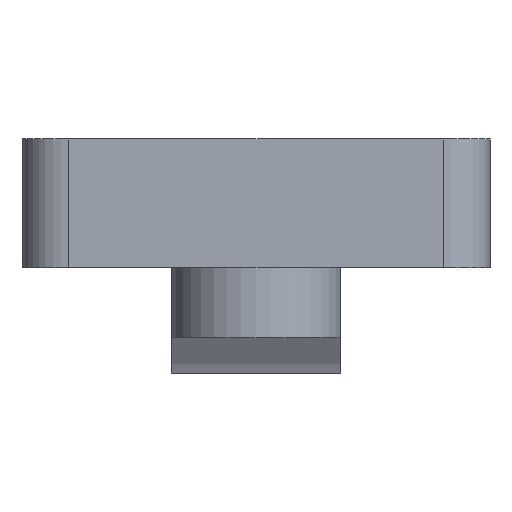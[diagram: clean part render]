
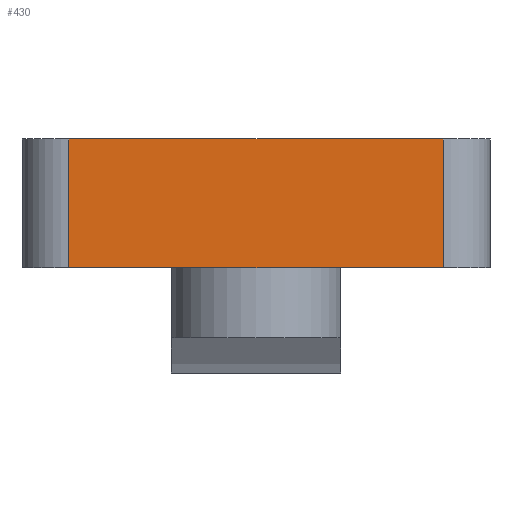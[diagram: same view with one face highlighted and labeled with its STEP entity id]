
A CAD part, front view. The second image highlights one B-rep face of the part: STEP entity #430.
In plain terms, the highlighted planar face has unit normal (0, -1, 0).
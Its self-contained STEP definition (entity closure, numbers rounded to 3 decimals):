
#410=AXIS2_PLACEMENT_3D('Plane Axis2P3D',#407,#408,#409) ;
#131=CARTESIAN_POINT('Vertex',(3.6,0.,0.9)) ;
#134=CARTESIAN_POINT('Line Origine',(2.,0.,0.9)) ;
#138=CARTESIAN_POINT('Vertex',(0.4,0.,0.9)) ;
#388=CARTESIAN_POINT('Line Origine',(0.4,0.,1.45)) ;
#392=CARTESIAN_POINT('Vertex',(0.4,0.,2.)) ;
#407=CARTESIAN_POINT('Axis2P3D Location',(0.4,0.,2.)) ;
#412=CARTESIAN_POINT('Line Origine',(3.6,0.,1.45)) ;
#416=CARTESIAN_POINT('Vertex',(3.6,0.,2.)) ;
#419=CARTESIAN_POINT('Line Origine',(2.,0.,2.)) ;
#135=DIRECTION('Vector Direction',(1.,0.,0.)) ;
#389=DIRECTION('Vector Direction',(0.,0.,1.)) ;
#408=DIRECTION('Axis2P3D Direction',(0.,1.,0.)) ;
#409=DIRECTION('Axis2P3D XDirection',(1.,0.,0.)) ;
#413=DIRECTION('Vector Direction',(0.,0.,-1.)) ;
#420=DIRECTION('Vector Direction',(1.,0.,0.)) ;
#136=VECTOR('Line Direction',#135,1.) ;
#390=VECTOR('Line Direction',#389,1.) ;
#414=VECTOR('Line Direction',#413,1.) ;
#421=VECTOR('Line Direction',#420,1.) ;
#425=ORIENTED_EDGE('',*,*,#140,.T.) ;
#426=ORIENTED_EDGE('',*,*,#418,.F.) ;
#427=ORIENTED_EDGE('',*,*,#423,.F.) ;
#428=ORIENTED_EDGE('',*,*,#394,.T.) ;
#430=ADVANCED_FACE('S3D gedreht',(#429),#411,.F.) ;
#140=EDGE_CURVE('',#139,#132,#137,.T.) ;
#394=EDGE_CURVE('',#393,#139,#391,.F.) ;
#418=EDGE_CURVE('',#417,#132,#415,.T.) ;
#423=EDGE_CURVE('',#393,#417,#422,.T.) ;
#424=EDGE_LOOP('',(#425,#426,#427,#428)) ;
#429=FACE_OUTER_BOUND('',#424,.T.) ;
#137=LINE('Line',#134,#136) ;
#391=LINE('Line',#388,#390) ;
#415=LINE('Line',#412,#414) ;
#422=LINE('Line',#419,#421) ;
#411=PLANE('',#410) ;
#132=VERTEX_POINT('',#131) ;
#139=VERTEX_POINT('',#138) ;
#393=VERTEX_POINT('',#392) ;
#417=VERTEX_POINT('',#416) ;
